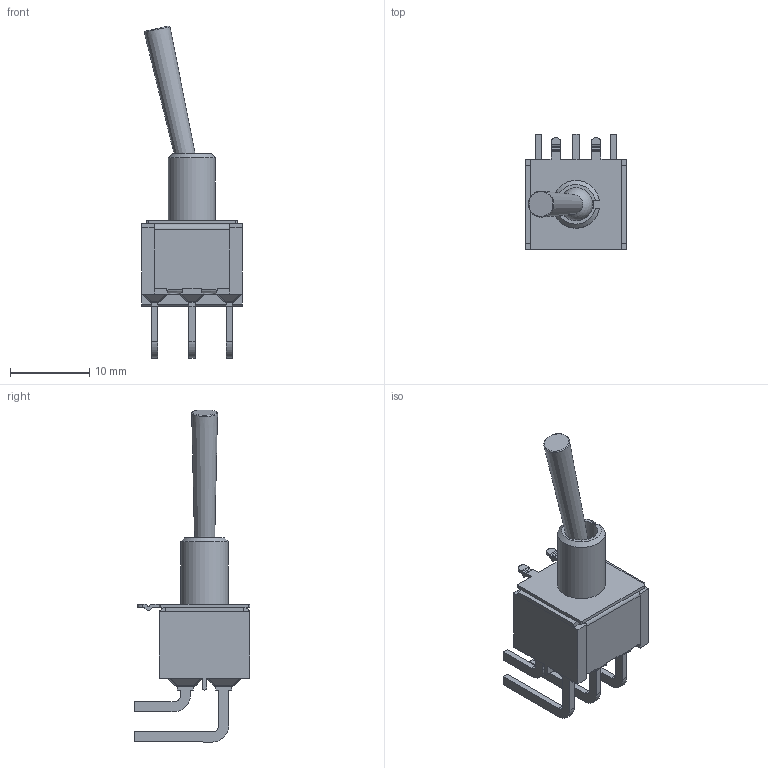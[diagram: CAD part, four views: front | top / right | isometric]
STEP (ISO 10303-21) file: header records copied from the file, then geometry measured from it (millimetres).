
FILE_DESCRIPTION(/* description */ (''),/* implementation_level */ '2;1');
FILE_NAME(/* name */ '100DPxT4B8M61xE.stp',/* time_stamp */ '2026-01-16T18:09:10-06:00',/* author */ ('jmeyers'),/* organization */ (''),/* preprocessor_version */ 'ST-DEVELOPER v18.1',/* originating_system */ 'Autodesk Inventor 2022',/* authorisation */ '');
FILE_SCHEMA (('AUTOMOTIVE_DESIGN { 1 0 10303 214 3 1 1 }'));
Length unit declared in the file: inch
Products named in the file (1): Part144
Bounding box: 12.7 x 14.61 x 41.86 mm (x, y, z)
Volume: 1096.6 mm3; surface area: 2300 mm2
Topology: 1 solids, 2 shells, 428 faces, 1133 edges, 700 vertices
Faces by surface type: plane 307, cylinder 92, sphere 26, cone 2, torus 1
Full cylindrical faces by diameter (mm): 4.2 x2
Entity records: 12896 total; most frequent: CARTESIAN_POINT 2259, ORIENTED_EDGE 2216, DIRECTION 2179, EDGE_CURVE 1108, LINE 887, VECTOR 887, VERTEX_POINT 700, AXIS2_PLACEMENT_3D 646
